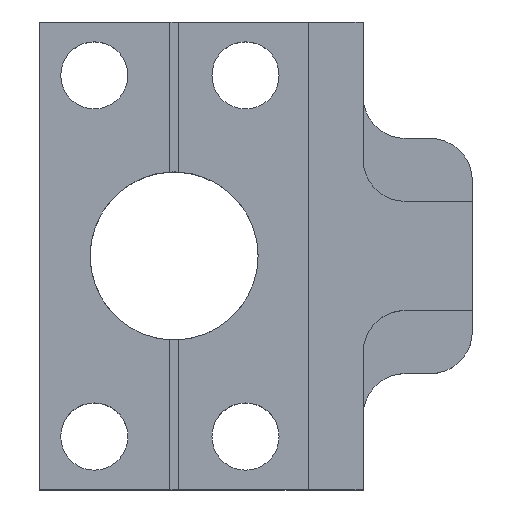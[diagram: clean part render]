
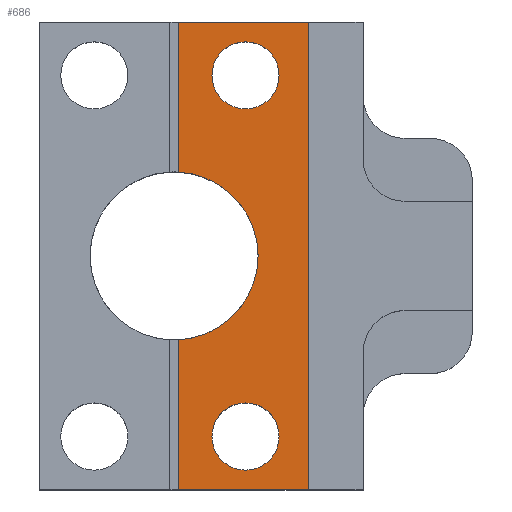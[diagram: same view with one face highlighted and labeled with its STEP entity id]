
A CAD part, top view. The second image highlights one B-rep face of the part: STEP entity #686.
In plain terms, the highlighted planar face has unit normal (0, 0, 1).
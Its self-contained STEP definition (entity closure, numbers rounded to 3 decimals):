
#17=FACE_BOUND('',#114,.T.);
#18=FACE_BOUND('',#115,.T.);
#38=CIRCLE('',#749,10.);
#39=CIRCLE('',#750,10.);
#40=CIRCLE('',#751,4.);
#41=CIRCLE('',#752,4.);
#77=FACE_OUTER_BOUND('',#113,.T.);
#113=EDGE_LOOP('',(#533,#534,#535,#536,#537,#538,#539));
#114=EDGE_LOOP('',(#540));
#115=EDGE_LOOP('',(#541));
#164=LINE('',#1048,#237);
#173=LINE('',#1069,#246);
#185=LINE('',#1103,#258);
#186=LINE('',#1105,#259);
#187=LINE('',#1106,#260);
#237=VECTOR('',#844,10.);
#246=VECTOR('',#861,10.);
#258=VECTOR('',#893,10.);
#259=VECTOR('',#894,10.);
#260=VECTOR('',#895,10.);
#311=VERTEX_POINT('',#1046);
#312=VERTEX_POINT('',#1047);
#319=VERTEX_POINT('',#1067);
#320=VERTEX_POINT('',#1068);
#331=VERTEX_POINT('',#1099);
#332=VERTEX_POINT('',#1102);
#333=VERTEX_POINT('',#1104);
#334=VERTEX_POINT('',#1107);
#335=VERTEX_POINT('',#1109);
#385=EDGE_CURVE('',#311,#312,#164,.T.);
#395=EDGE_CURVE('',#319,#320,#173,.T.);
#411=EDGE_CURVE('',#312,#331,#38,.T.);
#412=EDGE_CURVE('',#331,#319,#39,.T.);
#413=EDGE_CURVE('',#332,#320,#185,.T.);
#414=EDGE_CURVE('',#333,#332,#186,.T.);
#415=EDGE_CURVE('',#311,#333,#187,.T.);
#416=EDGE_CURVE('',#334,#334,#40,.T.);
#417=EDGE_CURVE('',#335,#335,#41,.T.);
#533=ORIENTED_EDGE('',*,*,#385,.T.);
#534=ORIENTED_EDGE('',*,*,#411,.T.);
#535=ORIENTED_EDGE('',*,*,#412,.T.);
#536=ORIENTED_EDGE('',*,*,#395,.T.);
#537=ORIENTED_EDGE('',*,*,#413,.F.);
#538=ORIENTED_EDGE('',*,*,#414,.F.);
#539=ORIENTED_EDGE('',*,*,#415,.F.);
#540=ORIENTED_EDGE('',*,*,#416,.T.);
#541=ORIENTED_EDGE('',*,*,#417,.T.);
#660=PLANE('',#748);
#686=ADVANCED_FACE('',(#77,#17,#18),#660,.F.);
#748=AXIS2_PLACEMENT_3D('',#1098,#887,#888);
#749=AXIS2_PLACEMENT_3D('',#1100,#889,#890);
#750=AXIS2_PLACEMENT_3D('',#1101,#891,#892);
#751=AXIS2_PLACEMENT_3D('',#1108,#896,#897);
#752=AXIS2_PLACEMENT_3D('',#1110,#898,#899);
#844=DIRECTION('',(0.,-1.,0.));
#861=DIRECTION('',(0.,-1.,0.));
#887=DIRECTION('center_axis',(0.,0.,-1.));
#888=DIRECTION('ref_axis',(-1.,0.,0.));
#889=DIRECTION('center_axis',(0.,0.,-1.));
#890=DIRECTION('ref_axis',(-1.,0.,0.));
#891=DIRECTION('center_axis',(0.,0.,-1.));
#892=DIRECTION('ref_axis',(-1.,0.,0.));
#893=DIRECTION('',(-1.,0.,0.));
#894=DIRECTION('',(0.,-1.,0.));
#895=DIRECTION('',(1.,0.,0.));
#896=DIRECTION('center_axis',(0.,0.,-1.));
#897=DIRECTION('ref_axis',(-1.,0.,0.));
#898=DIRECTION('center_axis',(0.,0.,-1.));
#899=DIRECTION('ref_axis',(-1.,0.,0.));
#1046=CARTESIAN_POINT('',(16.5,55.7,8.));
#1047=CARTESIAN_POINT('',(16.5,37.837,8.));
#1048=CARTESIAN_POINT('',(16.5,41.775,8.));
#1067=CARTESIAN_POINT('',(16.5,17.863,8.));
#1068=CARTESIAN_POINT('',(16.5,0.,8.));
#1069=CARTESIAN_POINT('',(16.5,22.856,8.));
#1098=CARTESIAN_POINT('Origin',(16.,27.85,8.));
#1099=CARTESIAN_POINT('',(26.,27.85,8.));
#1100=CARTESIAN_POINT('Origin',(16.,27.85,8.));
#1101=CARTESIAN_POINT('Origin',(16.,27.85,8.));
#1102=CARTESIAN_POINT('',(32.,0.,8.));
#1103=CARTESIAN_POINT('',(8.,0.,8.));
#1104=CARTESIAN_POINT('',(32.,55.7,8.));
#1105=CARTESIAN_POINT('',(32.,55.7,8.));
#1106=CARTESIAN_POINT('',(27.25,55.7,8.));
#1107=CARTESIAN_POINT('',(28.5,6.35,8.));
#1108=CARTESIAN_POINT('Origin',(24.5,6.35,8.));
#1109=CARTESIAN_POINT('',(28.5,49.35,8.));
#1110=CARTESIAN_POINT('Origin',(24.5,49.35,8.));
